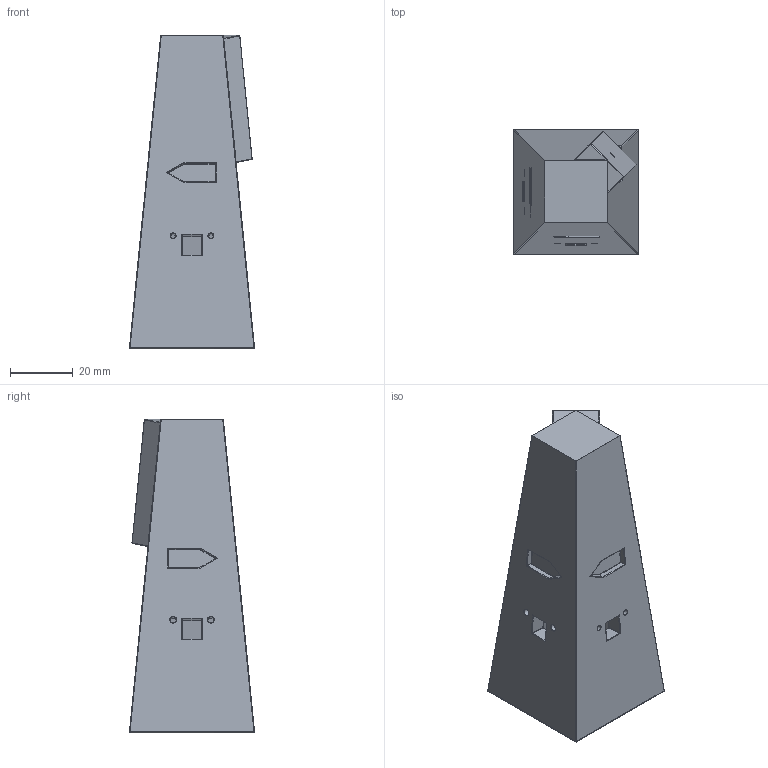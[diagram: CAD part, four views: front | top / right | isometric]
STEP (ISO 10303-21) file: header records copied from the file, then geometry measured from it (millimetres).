
FILE_DESCRIPTION(/* description */ ('','CAx-IF Rec.Pracs.---Representation and Presentation of Product Manufacturing Information (PMI)---4.0---2014-10-13'),/* implementation_level */ '2;1');
FILE_NAME(/* name */ 'Button and Buzzer stand.step',/* time_stamp */ '2025-03-14T02:00:13-04:00',/* author */ (''),/* organization */ (''),/* preprocessor_version */ 'ST-DEVELOPER v20',/* originating_system */ 'Autodesk Translation Framework v13.20.0.188',/* authorisation */ '');
FILE_SCHEMA (('AP242_MANAGED_MODEL_BASED_3D_ENGINEERING_MIM_LF { 1 0 10303 442 1 1 4 }'));
Length unit declared in the file: millimetre
Products named in the file (1): Button and Buzzer stand
Bounding box: 39.92 x 39.92 x 100 mm (x, y, z)
Volume: 54370.3 mm3; surface area: 21729.5 mm2
Topology: 1 solids, 1 shells, 287 faces, 677 edges, 351 vertices
Faces by surface type: cylinder 127, bspline 82, plane 54, sphere 17, torus 7
Full cylindrical faces by diameter (mm): 1.623 x2, 2 x3
Entity records: 9721 total; most frequent: CARTESIAN_POINT 3427, DIRECTION 1368, ORIENTED_EDGE 1268, EDGE_CURVE 634, AXIS2_PLACEMENT_3D 550, VERTEX_POINT 351, EDGE_LOOP 305, FACE_OUTER_BOUND 287
